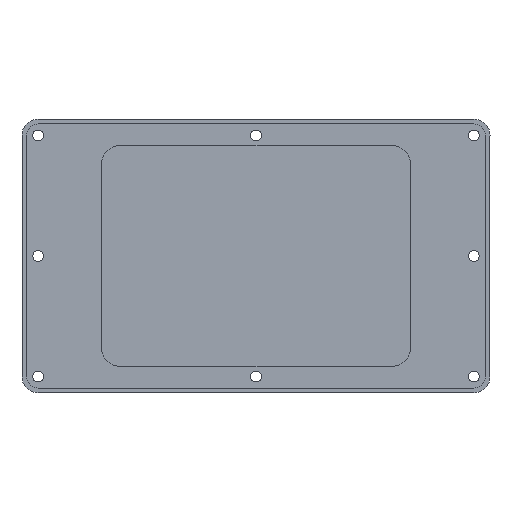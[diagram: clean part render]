
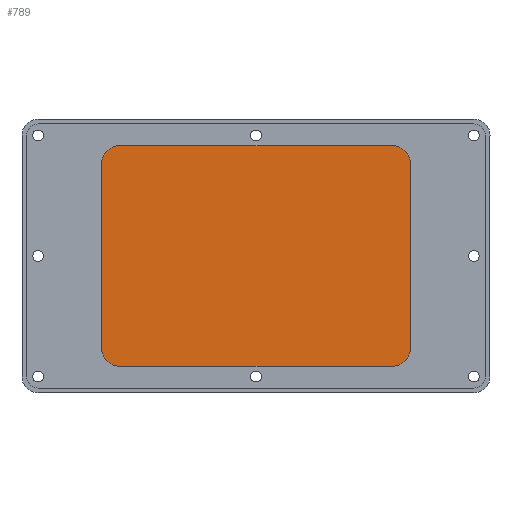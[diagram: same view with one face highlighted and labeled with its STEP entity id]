
A CAD part, top view. The second image highlights one B-rep face of the part: STEP entity #789.
In plain terms, the highlighted planar face has unit normal (0, 0, 1).
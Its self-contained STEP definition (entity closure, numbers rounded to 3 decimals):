
#43=PLANE('',#887);
#79=FACE_OUTER_BOUND('',#132,.T.);
#132=EDGE_LOOP('',(#643,#644,#645,#646,#647,#648,#649,#650));
#187=LINE('',#1300,#247);
#190=LINE('',#1311,#250);
#194=LINE('',#1323,#254);
#197=LINE('',#1332,#257);
#247=VECTOR('',#1055,10.);
#250=VECTOR('',#1066,10.);
#254=VECTOR('',#1078,10.);
#257=VECTOR('',#1089,10.);
#311=CIRCLE('',#872,8.);
#313=CIRCLE('',#876,8.);
#315=CIRCLE('',#880,8.);
#317=CIRCLE('',#884,8.);
#371=VERTEX_POINT('',#1287);
#372=VERTEX_POINT('',#1288);
#376=VERTEX_POINT('',#1298);
#377=VERTEX_POINT('',#1302);
#378=VERTEX_POINT('',#1303);
#381=VERTEX_POINT('',#1314);
#382=VERTEX_POINT('',#1315);
#385=VERTEX_POINT('',#1326);
#459=EDGE_CURVE('',#371,#372,#311,.T.);
#465=EDGE_CURVE('',#371,#376,#187,.T.);
#466=EDGE_CURVE('',#377,#378,#313,.T.);
#470=EDGE_CURVE('',#377,#372,#190,.T.);
#472=EDGE_CURVE('',#381,#382,#315,.T.);
#476=EDGE_CURVE('',#381,#378,#194,.T.);
#478=EDGE_CURVE('',#385,#376,#317,.T.);
#481=EDGE_CURVE('',#385,#382,#197,.T.);
#643=ORIENTED_EDGE('',*,*,#459,.F.);
#644=ORIENTED_EDGE('',*,*,#465,.T.);
#645=ORIENTED_EDGE('',*,*,#478,.F.);
#646=ORIENTED_EDGE('',*,*,#481,.T.);
#647=ORIENTED_EDGE('',*,*,#472,.F.);
#648=ORIENTED_EDGE('',*,*,#476,.T.);
#649=ORIENTED_EDGE('',*,*,#466,.F.);
#650=ORIENTED_EDGE('',*,*,#470,.T.);
#789=ADVANCED_FACE('',(#79),#43,.T.);
#872=AXIS2_PLACEMENT_3D('',#1289,#1045,#1046);
#876=AXIS2_PLACEMENT_3D('',#1304,#1058,#1059);
#880=AXIS2_PLACEMENT_3D('',#1316,#1070,#1071);
#884=AXIS2_PLACEMENT_3D('',#1327,#1082,#1083);
#887=AXIS2_PLACEMENT_3D('',#1334,#1091,#1092);
#1045=DIRECTION('center_axis',(0.,0.,-1.));
#1046=DIRECTION('ref_axis',(-0.707,0.707,0.));
#1055=DIRECTION('',(0.,-1.,0.));
#1058=DIRECTION('center_axis',(0.,0.,-1.));
#1059=DIRECTION('ref_axis',(0.707,0.707,0.));
#1066=DIRECTION('',(-1.,0.,0.));
#1070=DIRECTION('center_axis',(0.,0.,-1.));
#1071=DIRECTION('ref_axis',(0.707,-0.707,0.));
#1078=DIRECTION('',(0.,1.,0.));
#1082=DIRECTION('center_axis',(0.,0.,-1.));
#1083=DIRECTION('ref_axis',(-0.707,-0.707,0.));
#1089=DIRECTION('',(1.,0.,0.));
#1091=DIRECTION('center_axis',(0.,0.,1.));
#1092=DIRECTION('ref_axis',(1.,0.,0.));
#1287=CARTESIAN_POINT('',(-66.4,39.313,5.6));
#1288=CARTESIAN_POINT('',(-58.4,47.313,5.6));
#1289=CARTESIAN_POINT('Origin',(-58.4,39.313,5.6));
#1298=CARTESIAN_POINT('',(-66.4,-39.313,5.6));
#1300=CARTESIAN_POINT('',(-66.4,-47.313,5.6));
#1302=CARTESIAN_POINT('',(58.4,47.313,5.6));
#1303=CARTESIAN_POINT('',(66.4,39.313,5.6));
#1304=CARTESIAN_POINT('Origin',(58.4,39.313,5.6));
#1311=CARTESIAN_POINT('',(-66.4,47.313,5.6));
#1314=CARTESIAN_POINT('',(66.4,-39.313,5.6));
#1315=CARTESIAN_POINT('',(58.4,-47.313,5.6));
#1316=CARTESIAN_POINT('Origin',(58.4,-39.313,5.6));
#1323=CARTESIAN_POINT('',(66.4,47.313,5.6));
#1326=CARTESIAN_POINT('',(-58.4,-47.313,5.6));
#1327=CARTESIAN_POINT('Origin',(-58.4,-39.313,5.6));
#1332=CARTESIAN_POINT('',(66.4,-47.313,5.6));
#1334=CARTESIAN_POINT('Origin',(0.,0.,5.6));
